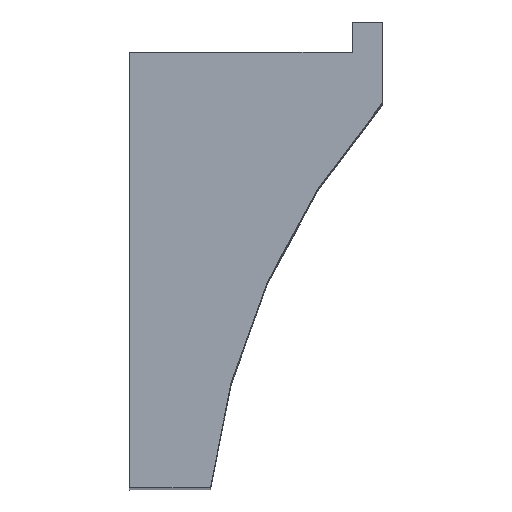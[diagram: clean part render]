
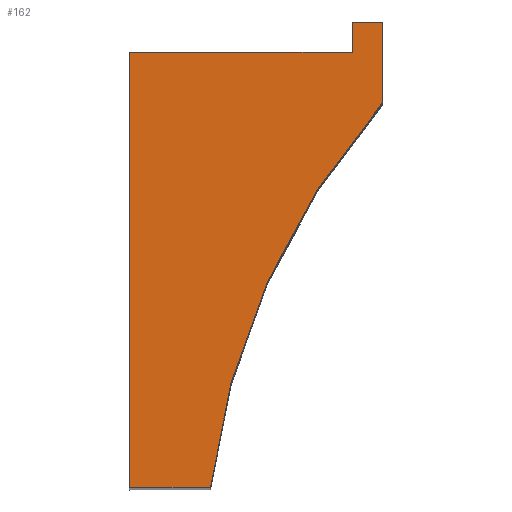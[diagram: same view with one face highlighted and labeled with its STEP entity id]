
A CAD part, top view. The second image highlights one B-rep face of the part: STEP entity #162.
In plain terms, the highlighted planar face has unit normal (0, 0, 1).
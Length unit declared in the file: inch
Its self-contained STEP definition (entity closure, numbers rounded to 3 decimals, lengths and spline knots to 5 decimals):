
#16=CIRCLE('',#186,8.75);
#21=FACE_OUTER_BOUND('',#30,.T.);
#30=EDGE_LOOP('',(#121,#122,#123,#124,#125,#126,#127));
#38=LINE('',#244,#57);
#42=LINE('',#251,#61);
#43=LINE('',#254,#62);
#46=LINE('',#260,#65);
#47=LINE('',#262,#66);
#48=LINE('',#265,#67);
#57=VECTOR('',#199,0.3937);
#61=VECTOR('',#205,0.3937);
#62=VECTOR('',#208,0.3937);
#65=VECTOR('',#213,0.3937);
#66=VECTOR('',#214,0.3937);
#67=VECTOR('',#217,0.3937);
#76=VERTEX_POINT('',#241);
#77=VERTEX_POINT('',#243);
#79=VERTEX_POINT('',#249);
#80=VERTEX_POINT('',#253);
#82=VERTEX_POINT('',#259);
#83=VERTEX_POINT('',#261);
#84=VERTEX_POINT('',#263);
#90=EDGE_CURVE('',#77,#76,#38,.T.);
#94=EDGE_CURVE('',#76,#79,#42,.T.);
#95=EDGE_CURVE('',#77,#80,#43,.T.);
#98=EDGE_CURVE('',#82,#79,#46,.T.);
#99=EDGE_CURVE('',#83,#82,#47,.T.);
#100=EDGE_CURVE('',#84,#83,#16,.T.);
#101=EDGE_CURVE('',#80,#84,#48,.T.);
#121=ORIENTED_EDGE('',*,*,#90,.T.);
#122=ORIENTED_EDGE('',*,*,#94,.T.);
#123=ORIENTED_EDGE('',*,*,#98,.F.);
#124=ORIENTED_EDGE('',*,*,#99,.F.);
#125=ORIENTED_EDGE('',*,*,#100,.F.);
#126=ORIENTED_EDGE('',*,*,#101,.F.);
#127=ORIENTED_EDGE('',*,*,#95,.F.);
#154=PLANE('',#185);
#162=ADVANCED_FACE('',(#21),#154,.F.);
#185=AXIS2_PLACEMENT_3D('',#258,#211,#212);
#186=AXIS2_PLACEMENT_3D('',#264,#215,#216);
#199=DIRECTION('',(0.,-1.,0.));
#205=DIRECTION('',(-1.,0.,0.));
#208=DIRECTION('',(1.,0.,0.));
#211=DIRECTION('center_axis',(0.,0.,-1.));
#212=DIRECTION('ref_axis',(1.,0.,0.));
#213=DIRECTION('',(0.,1.,0.));
#214=DIRECTION('',(-1.,0.,0.));
#215=DIRECTION('center_axis',(0.,0.,1.));
#216=DIRECTION('ref_axis',(-1.,0.,0.));
#217=DIRECTION('',(0.,-1.,0.));
#241=CARTESIAN_POINT('',(-222.875,-0.375,115.125));
#243=CARTESIAN_POINT('',(-222.875,0.,115.125));
#244=CARTESIAN_POINT('',(-222.875,-0.09375,115.125));
#249=CARTESIAN_POINT('',(-225.625,-0.375,115.125));
#251=CARTESIAN_POINT('',(-228.96034,-0.375,115.125));
#253=CARTESIAN_POINT('',(-222.5,0.,115.125));
#254=CARTESIAN_POINT('',(-4.96034,0.,115.125));
#258=CARTESIAN_POINT('Origin',(-232.29567,0.,115.125));
#259=CARTESIAN_POINT('',(-225.625,-5.75,115.125));
#260=CARTESIAN_POINT('',(-225.625,-2.875,115.125));
#261=CARTESIAN_POINT('',(-224.625,-5.75,115.125));
#262=CARTESIAN_POINT('',(-4.08534,-5.75,115.125));
#263=CARTESIAN_POINT('',(-222.5,-1.,115.125));
#264=CARTESIAN_POINT('Origin',(-215.93662,-6.78658,115.125));
#265=CARTESIAN_POINT('',(-222.5,0.,115.125));
